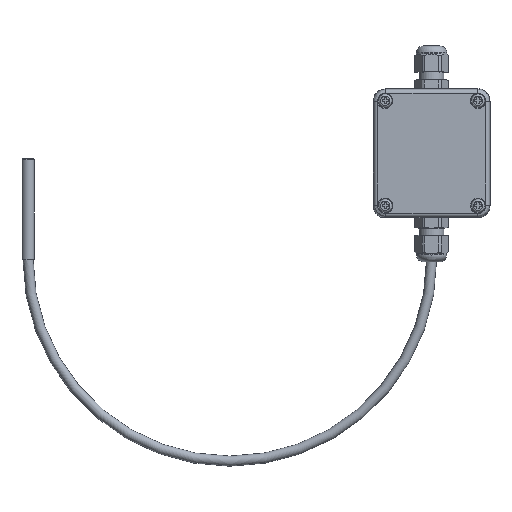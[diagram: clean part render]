
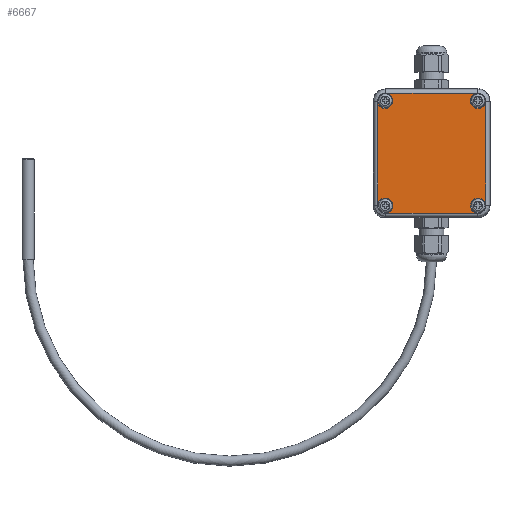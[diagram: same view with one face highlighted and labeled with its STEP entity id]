
A CAD part, top view. The second image highlights one B-rep face of the part: STEP entity #6667.
In plain terms, the highlighted planar face has unit normal (0, 0, 1).
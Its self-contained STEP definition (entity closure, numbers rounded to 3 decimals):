
#258=PLANE('',#7308);
#660=FACE_OUTER_BOUND('',#1088,.T.);
#1088=EDGE_LOOP('',(#5060,#5061,#5062,#5063,#5064,#5065,#5066,#5067,#5068,
#5069));
#1566=LINE('',#10986,#2060);
#1568=LINE('',#10991,#2062);
#1569=LINE('',#11096,#2063);
#1571=LINE('',#11099,#2065);
#2060=VECTOR('',#8565,45.331);
#2062=VECTOR('',#8571,45.331);
#2063=VECTOR('',#8578,51.331);
#2065=VECTOR('',#8582,51.331);
#2416=CIRCLE('',#7032,3.75);
#2421=CIRCLE('',#7042,3.75);
#2423=CIRCLE('',#7044,3.75);
#2427=CIRCLE('',#7052,3.75);
#2429=CIRCLE('',#7054,3.75);
#2433=CIRCLE('',#7061,3.75);
#2831=VERTEX_POINT('',#10098);
#2832=VERTEX_POINT('',#10099);
#2842=VERTEX_POINT('',#10152);
#2843=VERTEX_POINT('',#10154);
#2845=VERTEX_POINT('',#10159);
#2851=VERTEX_POINT('',#10187);
#2852=VERTEX_POINT('',#10189);
#2854=VERTEX_POINT('',#10194);
#2858=VERTEX_POINT('',#10206);
#2859=VERTEX_POINT('',#10207);
#3461=EDGE_CURVE('',#2831,#2832,#2416,.T.);
#3474=EDGE_CURVE('',#2843,#2842,#2421,.T.);
#3477=EDGE_CURVE('',#2845,#2843,#2423,.T.);
#3485=EDGE_CURVE('',#2852,#2851,#2427,.T.);
#3488=EDGE_CURVE('',#2854,#2852,#2429,.T.);
#3494=EDGE_CURVE('',#2858,#2859,#2433,.T.);
#3771=EDGE_CURVE('',#2831,#2859,#1566,.T.);
#3774=EDGE_CURVE('',#2845,#2851,#1568,.T.);
#3777=EDGE_CURVE('',#2858,#2842,#1569,.T.);
#3779=EDGE_CURVE('',#2854,#2832,#1571,.T.);
#5060=ORIENTED_EDGE('',*,*,#3494,.T.);
#5061=ORIENTED_EDGE('',*,*,#3771,.F.);
#5062=ORIENTED_EDGE('',*,*,#3461,.T.);
#5063=ORIENTED_EDGE('',*,*,#3779,.F.);
#5064=ORIENTED_EDGE('',*,*,#3488,.T.);
#5065=ORIENTED_EDGE('',*,*,#3485,.T.);
#5066=ORIENTED_EDGE('',*,*,#3774,.F.);
#5067=ORIENTED_EDGE('',*,*,#3477,.T.);
#5068=ORIENTED_EDGE('',*,*,#3474,.T.);
#5069=ORIENTED_EDGE('',*,*,#3777,.F.);
#6667=ADVANCED_FACE('',(#660),#258,.T.);
#7032=AXIS2_PLACEMENT_3D('',#10100,#7897,#7898);
#7042=AXIS2_PLACEMENT_3D('',#10155,#7919,#7920);
#7044=AXIS2_PLACEMENT_3D('',#10160,#7924,#7925);
#7052=AXIS2_PLACEMENT_3D('',#10190,#7941,#7942);
#7054=AXIS2_PLACEMENT_3D('',#10195,#7946,#7947);
#7061=AXIS2_PLACEMENT_3D('',#10208,#7961,#7962);
#7308=AXIS2_PLACEMENT_3D('',#11213,#8601,#8602);
#7897=DIRECTION('center_axis',(0.,0.,-1.));
#7898=DIRECTION('ref_axis',(1.,0.,0.));
#7919=DIRECTION('center_axis',(0.,0.,-1.));
#7920=DIRECTION('ref_axis',(1.,0.,0.));
#7924=DIRECTION('center_axis',(0.,0.,-1.));
#7925=DIRECTION('ref_axis',(1.,0.,0.));
#7941=DIRECTION('center_axis',(0.,0.,-1.));
#7942=DIRECTION('ref_axis',(1.,0.,0.));
#7946=DIRECTION('center_axis',(0.,0.,-1.));
#7947=DIRECTION('ref_axis',(1.,0.,0.));
#7961=DIRECTION('center_axis',(0.,0.,-1.));
#7962=DIRECTION('ref_axis',(1.,0.,0.));
#8565=DIRECTION('',(0.,-1.,0.));
#8571=DIRECTION('',(0.,1.,0.));
#8578=DIRECTION('',(-1.,0.,0.));
#8582=DIRECTION('',(1.,0.,0.));
#8601=DIRECTION('center_axis',(0.,0.,1.));
#8602=DIRECTION('ref_axis',(1.,0.,0.));
#10098=CARTESIAN_POINT('',(29.735,22.666,10.));
#10099=CARTESIAN_POINT('',(25.666,26.735,10.));
#10100=CARTESIAN_POINT('Origin',(26.,23.,10.));
#10152=CARTESIAN_POINT('',(-25.666,-26.735,10.));
#10154=CARTESIAN_POINT('',(-22.25,-23.,10.));
#10155=CARTESIAN_POINT('Origin',(-26.,-23.,10.));
#10159=CARTESIAN_POINT('',(-29.735,-22.666,10.));
#10160=CARTESIAN_POINT('Origin',(-26.,-23.,10.));
#10187=CARTESIAN_POINT('',(-29.735,22.666,10.));
#10189=CARTESIAN_POINT('',(-22.25,23.,10.));
#10190=CARTESIAN_POINT('Origin',(-26.,23.,10.));
#10194=CARTESIAN_POINT('',(-25.666,26.735,10.));
#10195=CARTESIAN_POINT('Origin',(-26.,23.,10.));
#10206=CARTESIAN_POINT('',(25.666,-26.735,10.));
#10207=CARTESIAN_POINT('',(29.735,-22.666,10.));
#10208=CARTESIAN_POINT('Origin',(26.,-23.,10.));
#10986=CARTESIAN_POINT('',(29.735,22.666,10.));
#10991=CARTESIAN_POINT('',(-29.735,-22.666,10.));
#11096=CARTESIAN_POINT('',(25.666,-26.735,10.));
#11099=CARTESIAN_POINT('',(-25.666,26.735,10.));
#11213=CARTESIAN_POINT('Origin',(0.,0.,10.));
